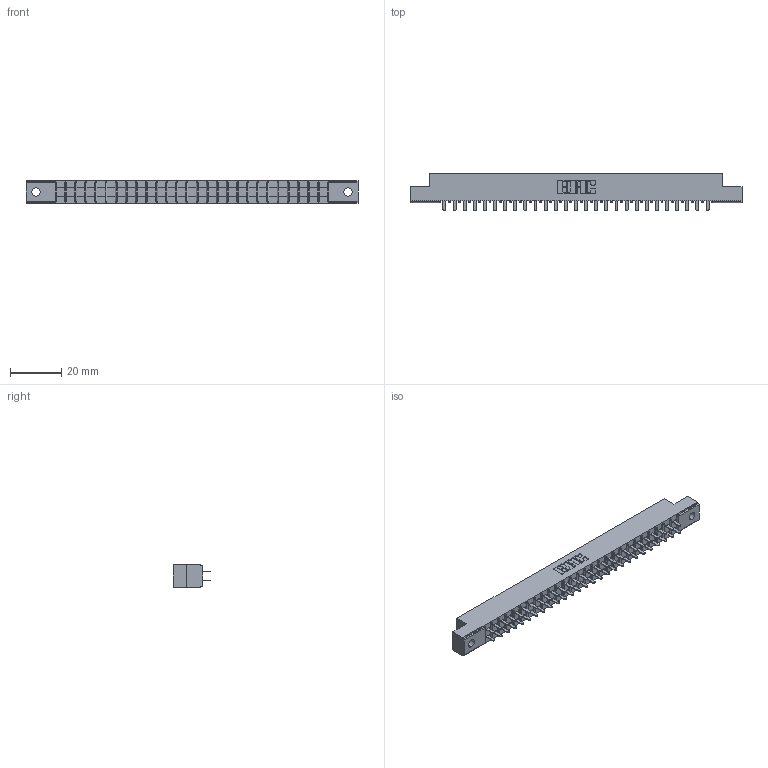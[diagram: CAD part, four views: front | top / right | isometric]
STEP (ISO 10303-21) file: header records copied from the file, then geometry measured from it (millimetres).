
FILE_DESCRIPTION (( 'STEP AP203' ), '1' );
FILE_NAME ('305-054-521-202.STEP', '2019-09-09T23:00:46', ( '' ), ( '' ), 'SwSTEP 2.0', 'SolidWorks 2016', '' );
FILE_SCHEMA (( 'CONFIG_CONTROL_DESIGN' ));
Length unit declared in the file: inch
Products named in the file (3): 305-054-521-202; 305 Part_.128 Dia; 305-290-001_521
Assembly tree (55 placements, depth 2):
  305-054-521-202
    305 Part_.128 Dia
    305-290-001_521  x54
Bounding box: 130 x 14.86 x 8.71 mm (x, y, z)
Volume: 8054.6 mm3; surface area: 15035.5 mm2
Topology: 55 solids, 55 shells, 2600 faces, 7417 edges, 4798 vertices
Faces by surface type: plane 1526, cylinder 966, sphere 108
Entity records: 30942 total; most frequent: CARTESIAN_POINT 5119, ORIENTED_EDGE 5078, DIRECTION 4963, EDGE_CURVE 2539, LINE 2039, VECTOR 2039, VERTEX_POINT 1618, AXIS2_PLACEMENT_3D 1462
